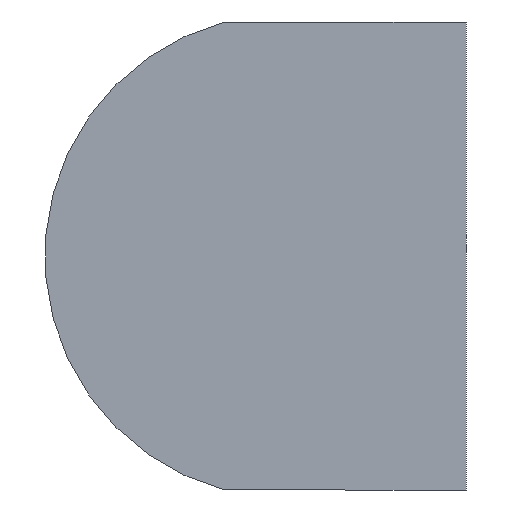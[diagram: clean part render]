
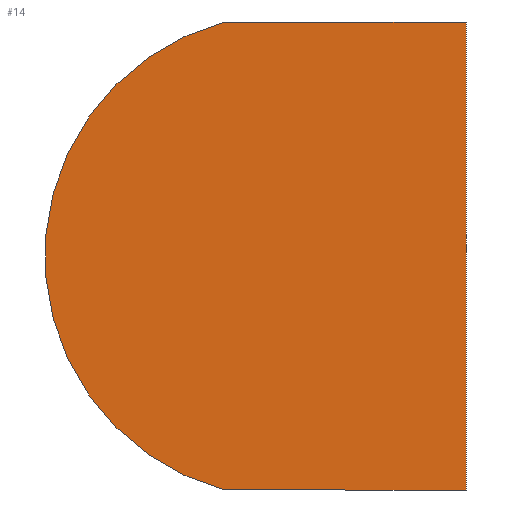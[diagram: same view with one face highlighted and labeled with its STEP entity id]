
A CAD part, front view. The second image highlights one B-rep face of the part: STEP entity #14.
In plain terms, the highlighted planar face has unit normal (0, -1, 0).
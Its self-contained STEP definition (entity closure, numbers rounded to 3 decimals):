
#9 = VECTOR ( 'NONE', #193, 1000. ) ;
#12 = CARTESIAN_POINT ( 'NONE',  ( 0., 0., 0. ) ) ;
#14 = ADVANCED_FACE ( 'NONE', ( #24 ), #130, .F. ) ;
#22 = VERTEX_POINT ( 'NONE', #80 ) ;
#24 = FACE_OUTER_BOUND ( 'NONE', #85, .T. ) ;
#31 = DIRECTION ( 'NONE',  ( 0., 1., 0. ) ) ;
#32 = CARTESIAN_POINT ( 'NONE',  ( 0., 0., 4. ) ) ;
#46 = CARTESIAN_POINT ( 'NONE',  ( 0., 0., 0. ) ) ;
#48 = CIRCLE ( 'NONE', #92, 2.07 ) ;
#52 = CARTESIAN_POINT ( 'NONE',  ( -2.064, 0., 0. ) ) ;
#56 = EDGE_CURVE ( 'NONE', #109, #59, #48, .T. ) ;
#59 = VERTEX_POINT ( 'NONE', #76 ) ;
#65 = DIRECTION ( 'NONE',  ( -1., 0., 0. ) ) ;
#66 = ORIENTED_EDGE ( 'NONE', *, *, #186, .F. ) ;
#68 = ORIENTED_EDGE ( 'NONE', *, *, #116, .F. ) ;
#71 = DIRECTION ( 'NONE',  ( 0., 0., 1. ) ) ;
#76 = CARTESIAN_POINT ( 'NONE',  ( -2.064, 0., 4. ) ) ;
#80 = CARTESIAN_POINT ( 'NONE',  ( 0., 0., 0. ) ) ;
#85 = EDGE_LOOP ( 'NONE', ( #68, #66, #117, #107 ) ) ;
#91 = DIRECTION ( 'NONE',  ( 0., 0., 1. ) ) ;
#92 = AXIS2_PLACEMENT_3D ( 'NONE', #203, #31, #91 ) ;
#99 = AXIS2_PLACEMENT_3D ( 'NONE', #161, #114, #71 ) ;
#102 = LINE ( 'NONE', #46, #184 ) ;
#107 = ORIENTED_EDGE ( 'NONE', *, *, #56, .F. ) ;
#109 = VERTEX_POINT ( 'NONE', #52 ) ;
#112 = CARTESIAN_POINT ( 'NONE',  ( 0., 0., 4. ) ) ;
#114 = DIRECTION ( 'NONE',  ( 0., 1., 0. ) ) ;
#116 = EDGE_CURVE ( 'NONE', #22, #109, #162, .T. ) ;
#117 = ORIENTED_EDGE ( 'NONE', *, *, #134, .F. ) ;
#128 = DIRECTION ( 'NONE',  ( 0., 0., -1. ) ) ;
#129 = LINE ( 'NONE', #32, #9 ) ;
#130 = PLANE ( 'NONE',  #99 ) ;
#132 = VECTOR ( 'NONE', #65, 1000. ) ;
#134 = EDGE_CURVE ( 'NONE', #59, #154, #129, .T. ) ;
#154 = VERTEX_POINT ( 'NONE', #112 ) ;
#161 = CARTESIAN_POINT ( 'NONE',  ( -1.53, 0., 2. ) ) ;
#162 = LINE ( 'NONE', #12, #132 ) ;
#184 = VECTOR ( 'NONE', #128, 1000. ) ;
#186 = EDGE_CURVE ( 'NONE', #154, #22, #102, .T. ) ;
#193 = DIRECTION ( 'NONE',  ( 1., 0., 0. ) ) ;
#203 = CARTESIAN_POINT ( 'NONE',  ( -1.53, 0., 2. ) ) ;
